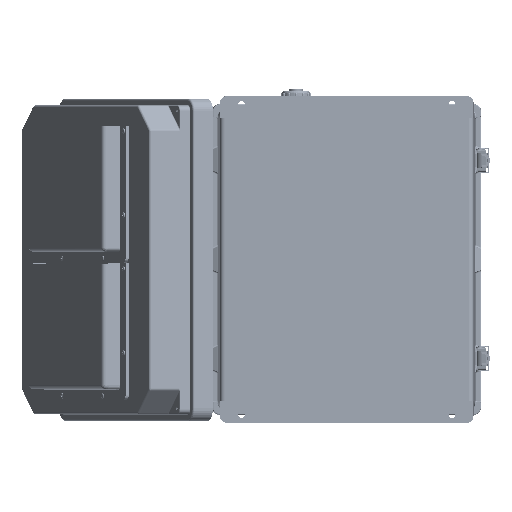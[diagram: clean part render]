
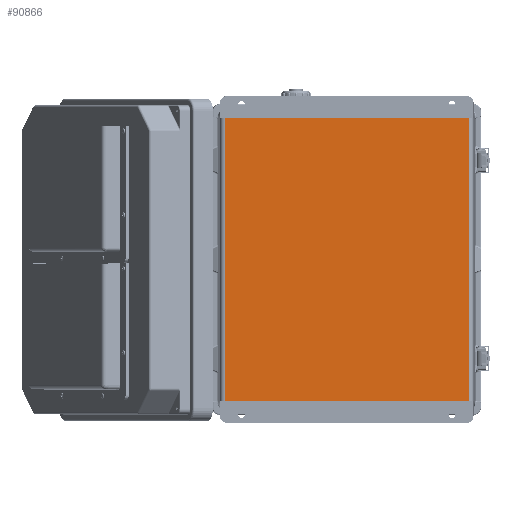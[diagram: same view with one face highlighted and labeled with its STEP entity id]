
A CAD part, front view. The second image highlights one B-rep face of the part: STEP entity #90866.
In plain terms, the highlighted planar face has unit normal (0, -1, 0).
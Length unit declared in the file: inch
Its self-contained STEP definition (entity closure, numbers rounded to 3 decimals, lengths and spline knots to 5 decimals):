
#838 = DIRECTION ( 'NONE',  ( -1., 0., 0. ) ) ;
#1368 = CARTESIAN_POINT ( 'NONE',  ( 5.78771, 0.05906, -1.04331 ) ) ;
#2908 = ORIENTED_EDGE ( 'NONE', *, *, #107265, .F. ) ;
#7214 = VECTOR ( 'NONE', #30406, 39.37008 ) ;
#8257 = ORIENTED_EDGE ( 'NONE', *, *, #66038, .T. ) ;
#15724 = ORIENTED_EDGE ( 'NONE', *, *, #99295, .T. ) ;
#19238 = CARTESIAN_POINT ( 'NONE',  ( 6.11811, 0.05906, -14.4685 ) ) ;
#21945 = CARTESIAN_POINT ( 'NONE',  ( -5.78771, 0.05906, -14.4685 ) ) ;
#22215 = EDGE_CURVE ( 'NONE', #109705, #114607, #28070, .T. ) ;
#28070 = LINE ( 'NONE', #51919, #112894 ) ;
#28666 = CARTESIAN_POINT ( 'NONE',  ( -5.78771, 0.05906, -1.04331 ) ) ;
#30406 = DIRECTION ( 'NONE',  ( -1., 0., 0. ) ) ;
#36745 = LINE ( 'NONE', #19238, #7214 ) ;
#37748 = VERTEX_POINT ( 'NONE', #117878 ) ;
#42666 = PLANE ( 'NONE',  #94830 ) ;
#43142 = DIRECTION ( 'NONE',  ( 0., 0., 1. ) ) ;
#51919 = CARTESIAN_POINT ( 'NONE',  ( -5.78771, 0.05906, -1.04331 ) ) ;
#61437 = CARTESIAN_POINT ( 'NONE',  ( 5.78771, 0.05906, -1.04331 ) ) ;
#66038 = EDGE_CURVE ( 'NONE', #114935, #114607, #106368, .T. ) ;
#73647 = FACE_OUTER_BOUND ( 'NONE', #88231, .T. ) ;
#78251 = CARTESIAN_POINT ( 'NONE',  ( 6.11811, 0.05906, -1.04331 ) ) ;
#88231 = EDGE_LOOP ( 'NONE', ( #117880, #2908, #15724, #8257 ) ) ;
#90866 = ADVANCED_FACE ( 'NONE', ( #73647 ), #42666, .F. ) ;
#94830 = AXIS2_PLACEMENT_3D ( 'NONE', #120097, #109393, #43142 ) ;
#96460 = VECTOR ( 'NONE', #117107, 39.37008 ) ;
#99295 = EDGE_CURVE ( 'NONE', #37748, #114935, #129388, .T. ) ;
#106368 = LINE ( 'NONE', #78251, #128878 ) ;
#107265 = EDGE_CURVE ( 'NONE', #37748, #109705, #36745, .T. ) ;
#109393 = DIRECTION ( 'NONE',  ( 0., 1., 0. ) ) ;
#109705 = VERTEX_POINT ( 'NONE', #21945 ) ;
#112894 = VECTOR ( 'NONE', #117777, 39.37008 ) ;
#114607 = VERTEX_POINT ( 'NONE', #28666 ) ;
#114935 = VERTEX_POINT ( 'NONE', #1368 ) ;
#117107 = DIRECTION ( 'NONE',  ( 0., 0., 1. ) ) ;
#117777 = DIRECTION ( 'NONE',  ( 0., 0., 1. ) ) ;
#117878 = CARTESIAN_POINT ( 'NONE',  ( 5.78771, 0.05906, -14.4685 ) ) ;
#117880 = ORIENTED_EDGE ( 'NONE', *, *, #22215, .F. ) ;
#120097 = CARTESIAN_POINT ( 'NONE',  ( 6.11811, 0.05906, -1.04331 ) ) ;
#128878 = VECTOR ( 'NONE', #838, 39.37008 ) ;
#129388 = LINE ( 'NONE', #61437, #96460 ) ;
